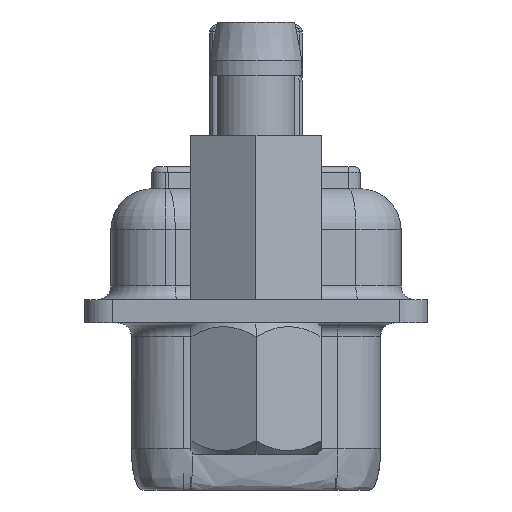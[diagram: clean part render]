
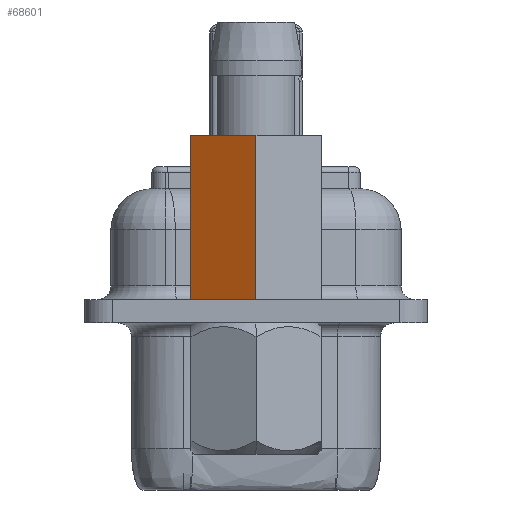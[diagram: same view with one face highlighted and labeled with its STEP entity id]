
A CAD part, left-side view. The second image highlights one B-rep face of the part: STEP entity #68601.
In plain terms, the highlighted planar face has unit normal (-0.866, 0.5, 0).
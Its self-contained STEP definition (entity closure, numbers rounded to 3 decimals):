
#1550 = LINE ( 'NONE', #66036, #72265 ) ;
#2765 = LINE ( 'NONE', #47344, #24800 ) ;
#5466 = CARTESIAN_POINT ( 'NONE',  ( -33.121, 2.375, 6.95 ) ) ;
#5574 = CARTESIAN_POINT ( 'NONE',  ( -34.492, 0., 12.95 ) ) ;
#8336 = CARTESIAN_POINT ( 'NONE',  ( -33.121, 2.375, 12.95 ) ) ;
#10121 = VECTOR ( 'NONE', #68907, 1000. ) ;
#12583 = VERTEX_POINT ( 'NONE', #5466 ) ;
#13178 = EDGE_CURVE ( 'NONE', #65165, #12583, #29488, .T. ) ;
#13440 = LINE ( 'NONE', #58389, #60697 ) ;
#13481 = ORIENTED_EDGE ( 'NONE', *, *, #41107, .F. ) ;
#19418 = DIRECTION ( 'NONE',  ( 0., 0., -1. ) ) ;
#20038 = CARTESIAN_POINT ( 'NONE',  ( -34.492, 0., 6.95 ) ) ;
#23071 = ORIENTED_EDGE ( 'NONE', *, *, #13178, .T. ) ;
#24800 = VECTOR ( 'NONE', #73616, 1000. ) ;
#25161 = EDGE_LOOP ( 'NONE', ( #63190, #13481, #26694, #23071 ) ) ;
#26694 = ORIENTED_EDGE ( 'NONE', *, *, #43798, .T. ) ;
#29488 = LINE ( 'NONE', #43072, #10121 ) ;
#37848 = PLANE ( 'NONE',  #68731 ) ;
#41107 = EDGE_CURVE ( 'NONE', #47222, #50039, #1550, .T. ) ;
#43072 = CARTESIAN_POINT ( 'NONE',  ( -33.121, 2.375, 12.95 ) ) ;
#43798 = EDGE_CURVE ( 'NONE', #47222, #65165, #2765, .T. ) ;
#47222 = VERTEX_POINT ( 'NONE', #73936 ) ;
#47344 = CARTESIAN_POINT ( 'NONE',  ( -34.492, 0., 12.95 ) ) ;
#49722 = FACE_OUTER_BOUND ( 'NONE', #25161, .T. ) ;
#50039 = VERTEX_POINT ( 'NONE', #20038 ) ;
#57138 = DIRECTION ( 'NONE',  ( 0.5, 0.866, 0. ) ) ;
#58389 = CARTESIAN_POINT ( 'NONE',  ( -34.492, 0., 6.95 ) ) ;
#60697 = VECTOR ( 'NONE', #57138, 1000. ) ;
#63190 = ORIENTED_EDGE ( 'NONE', *, *, #69074, .F. ) ;
#65165 = VERTEX_POINT ( 'NONE', #8336 ) ;
#66036 = CARTESIAN_POINT ( 'NONE',  ( -34.492, 0., 12.95 ) ) ;
#68601 = ADVANCED_FACE ( 'NONE', ( #49722 ), #37848, .F. ) ;
#68731 = AXIS2_PLACEMENT_3D ( 'NONE', #5574, #69636, #75998 ) ;
#68907 = DIRECTION ( 'NONE',  ( 0., 0., -1. ) ) ;
#69074 = EDGE_CURVE ( 'NONE', #50039, #12583, #13440, .T. ) ;
#69636 = DIRECTION ( 'NONE',  ( 0.866, -0.5, 0. ) ) ;
#72265 = VECTOR ( 'NONE', #19418, 1000. ) ;
#73616 = DIRECTION ( 'NONE',  ( 0.5, 0.866, 0. ) ) ;
#73936 = CARTESIAN_POINT ( 'NONE',  ( -34.492, 0., 12.95 ) ) ;
#75998 = DIRECTION ( 'NONE',  ( -0.5, -0.866, 0. ) ) ;
